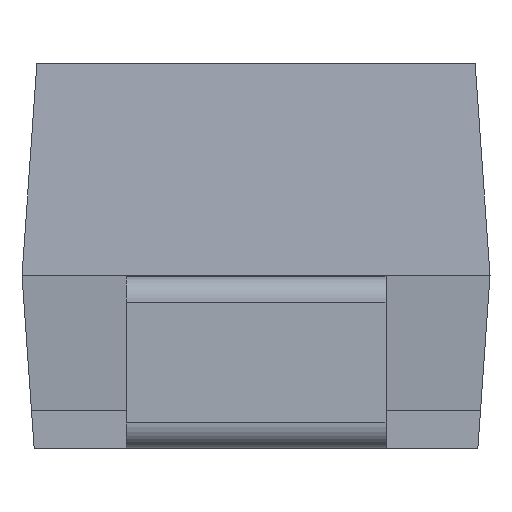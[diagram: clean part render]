
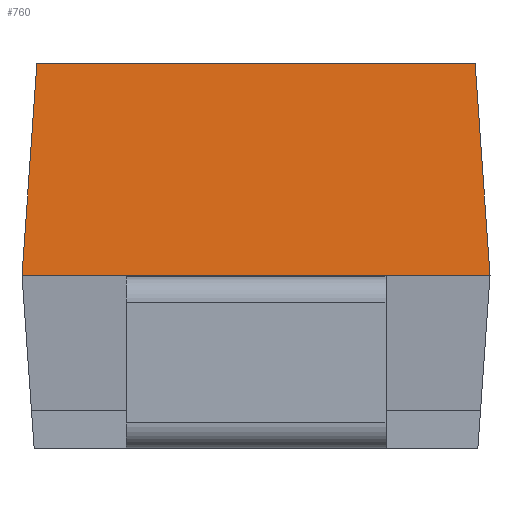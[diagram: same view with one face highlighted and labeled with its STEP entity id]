
A CAD part, left-side view. The second image highlights one B-rep face of the part: STEP entity #760.
In plain terms, the highlighted planar face has unit normal (-0.998, 0, 0.07).
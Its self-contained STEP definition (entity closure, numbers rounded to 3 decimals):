
#72=ORIENTED_EDGE('',*,*,#270,.T.);
#73=ORIENTED_EDGE('',*,*,#271,.T.);
#74=ORIENTED_EDGE('',*,*,#272,.F.);
#75=ORIENTED_EDGE('',*,*,#273,.F.);
#270=EDGE_CURVE('',#366,#367,#440,.T.);
#271=EDGE_CURVE('',#367,#368,#441,.T.);
#272=EDGE_CURVE('',#369,#368,#442,.T.);
#273=EDGE_CURVE('',#366,#369,#443,.T.);
#366=VERTEX_POINT('',#1250);
#367=VERTEX_POINT('',#1251);
#368=VERTEX_POINT('',#1253);
#369=VERTEX_POINT('',#1255);
#440=LINE('',#1249,#538);
#441=LINE('',#1252,#539);
#442=LINE('',#1254,#540);
#443=LINE('',#1256,#541);
#538=VECTOR('',#1045,1000.);
#539=VECTOR('',#1046,1000.);
#540=VECTOR('',#1047,1000.);
#541=VECTOR('',#1048,1000.);
#618=EDGE_LOOP('',(#72,#73,#74,#75));
#660=FACE_BOUND('',#618,.T.);
#700=PLANE('',#946);
#760=ADVANCED_FACE('',(#660),#700,.T.);
#946=AXIS2_PLACEMENT_3D('',#1248,#1043,#1044);
#1043=DIRECTION('',(-0.998,0.,0.07));
#1044=DIRECTION('',(0.,-1.,0.));
#1045=DIRECTION('',(0.,-1.,0.));
#1046=DIRECTION('',(0.07,0.07,0.995));
#1047=DIRECTION('',(0.,-1.,0.));
#1048=DIRECTION('',(0.07,-0.07,0.995));
#1248=CARTESIAN_POINT('',(101.52,-87.35,2.649));
#1249=CARTESIAN_POINT('',(101.52,-87.35,2.649));
#1250=CARTESIAN_POINT('',(101.52,-87.35,2.649));
#1251=CARTESIAN_POINT('',(101.52,-90.05,2.649));
#1252=CARTESIAN_POINT('',(101.563,-90.007,3.26));
#1253=CARTESIAN_POINT('',(101.606,-89.964,3.87));
#1254=CARTESIAN_POINT('',(101.606,-87.436,3.87));
#1255=CARTESIAN_POINT('',(101.606,-87.436,3.87));
#1256=CARTESIAN_POINT('',(101.563,-87.393,3.26));
